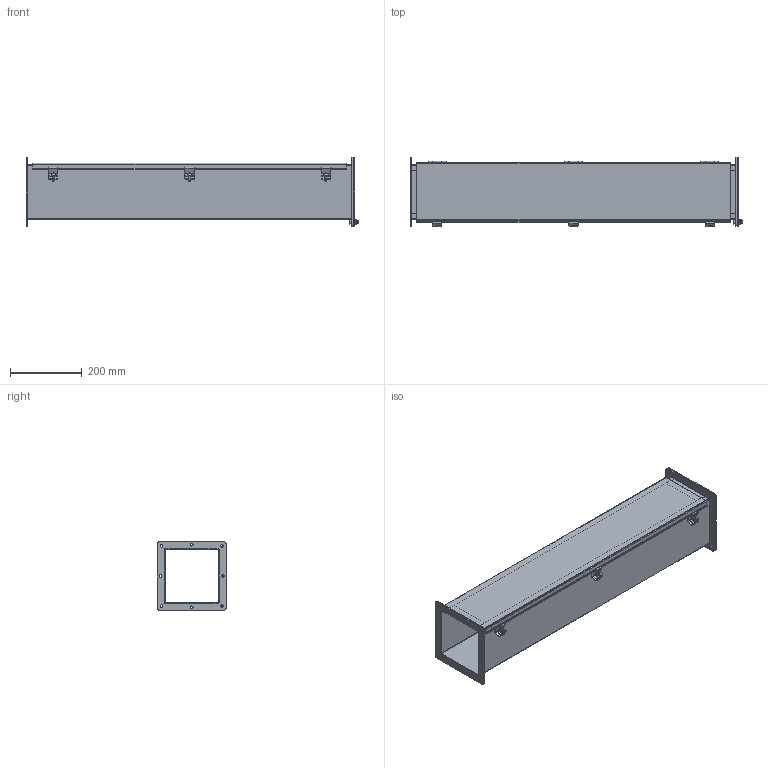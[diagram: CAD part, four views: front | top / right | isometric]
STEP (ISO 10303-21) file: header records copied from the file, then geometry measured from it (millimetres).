
FILE_DESCRIPTION (( 'STEP AP203' ), '1' );
FILE_NAME ('1487D36SS.step', '2020-11-17T21:13:09', ( 'ADC123' ), ( 'Microsoft' ), 'SwSTEP 2.0', 'SolidWorks 2019', '' );
FILE_SCHEMA (( 'CONFIG_CONTROL_DESIGN' ));
Length unit declared in the file: inch
Products named in the file (1): 1487D36SS
Bounding box: 928.26 x 194.99 x 193.68 mm (x, y, z)
Volume: 1478077.8 mm3; surface area: 1484907.2 mm2
Topology: 33 solids, 33 shells, 674 faces, 1732 edges, 1144 vertices
Faces by surface type: plane 429, cylinder 184, bspline 40, cone 15, torus 6
Full cylindrical faces by diameter (mm): 4.572 x3, 4.976 x1, 5.41 x3, 6.35 x4, 6.553 x1, 7.137 x24, 12.192 x3, 12.7 x1
Entity records: 22895 total; most frequent: CARTESIAN_POINT 6710, ORIENTED_EDGE 3322, DIRECTION 3157, EDGE_CURVE 1661, LINE 1133, VECTOR 1133, VERTEX_POINT 1132, AXIS2_PLACEMENT_3D 1012
